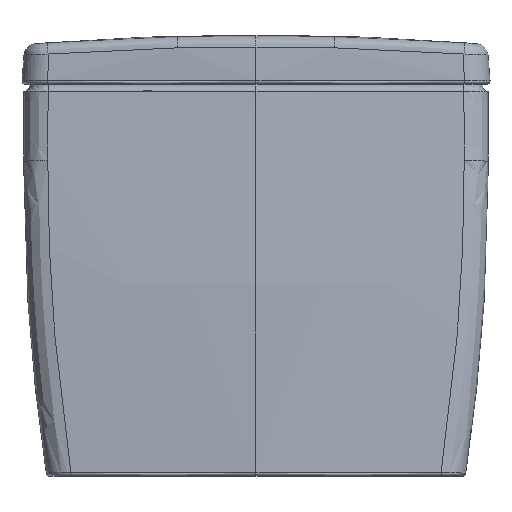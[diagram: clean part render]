
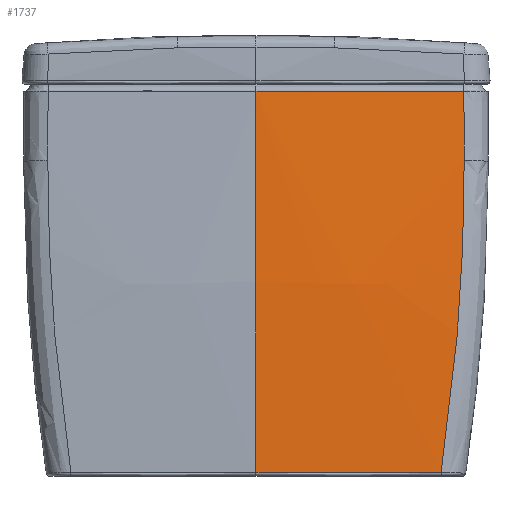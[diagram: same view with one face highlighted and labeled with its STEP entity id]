
A CAD part, front view. The second image highlights one B-rep face of the part: STEP entity #1737.
In plain terms, the highlighted free-form (B-spline) face has degree [3, 3] with [8, 5] control points.
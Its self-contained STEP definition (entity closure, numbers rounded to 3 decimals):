
#323=FACE_OUTER_BOUND('',#2376,.T.);
#698=B_SPLINE_SURFACE_WITH_KNOTS('',3,3,((#8916,#8917,#8918,#8919,#8920),
(#8921,#8922,#8923,#8924,#8925),(#8926,#8927,#8928,#8929,#8930),(#8931,
#8932,#8933,#8934,#8935),(#8936,#8937,#8938,#8939,#8940),(#8941,#8942,#8943,
#8944,#8945),(#8946,#8947,#8948,#8949,#8950),(#8951,#8952,#8953,#8954,#8955)),
 .UNSPECIFIED.,.F.,.F.,.F.,(4,1,1,1,1,4),(4,1,4),(0.,0.25,0.375,0.5,0.75,
1.),(0.,0.5,1.),.UNSPECIFIED.);
#962=B_SPLINE_CURVE_WITH_KNOTS('',3,(#8888,#8889,#8890,#8891,#8892),
 .UNSPECIFIED.,.F.,.F.,(4,1,4),(0.,0.505,1.),.UNSPECIFIED.);
#963=B_SPLINE_CURVE_WITH_KNOTS('',3,(#8895,#8896,#8897,#8898),
 .UNSPECIFIED.,.F.,.F.,(4,4),(0.,1.),.UNSPECIFIED.);
#964=B_SPLINE_CURVE_WITH_KNOTS('',3,(#8900,#8901,#8902,#8903),
 .UNSPECIFIED.,.F.,.F.,(4,4),(0.,1.),.UNSPECIFIED.);
#965=B_SPLINE_CURVE_WITH_KNOTS('',3,(#8905,#8906,#8907,#8908),
 .UNSPECIFIED.,.F.,.F.,(4,4),(0.,1.),.UNSPECIFIED.);
#966=B_SPLINE_CURVE_WITH_KNOTS('',3,(#8910,#8911,#8912,#8913,#8914,#8915),
 .UNSPECIFIED.,.F.,.F.,(4,1,1,4),(0.,0.25,0.5,1.),.UNSPECIFIED.);
#1737=ADVANCED_FACE('',(#323),#698,.T.);
#2376=EDGE_LOOP('',(#2978,#2979,#2980,#2981,#2982));
#2978=ORIENTED_EDGE('',*,*,#5414,.T.);
#2979=ORIENTED_EDGE('',*,*,#5415,.T.);
#2980=ORIENTED_EDGE('',*,*,#5416,.T.);
#2981=ORIENTED_EDGE('',*,*,#5417,.T.);
#2982=ORIENTED_EDGE('',*,*,#5418,.F.);
#4842=VERTEX_POINT('',#8893);
#4843=VERTEX_POINT('',#8894);
#4844=VERTEX_POINT('',#8899);
#4845=VERTEX_POINT('',#8904);
#4846=VERTEX_POINT('',#8909);
#5414=EDGE_CURVE('',#4842,#4843,#962,.T.);
#5415=EDGE_CURVE('',#4843,#4844,#963,.T.);
#5416=EDGE_CURVE('',#4844,#4845,#964,.T.);
#5417=EDGE_CURVE('',#4845,#4846,#965,.T.);
#5418=EDGE_CURVE('',#4842,#4846,#966,.T.);
#8888=CARTESIAN_POINT('',(0.,-58.916,323.336));
#8889=CARTESIAN_POINT('',(0.,-63.57,269.574));
#8890=CARTESIAN_POINT('',(0.,-70.721,162.875));
#8891=CARTESIAN_POINT('',(0.,-73.761,55.98));
#8892=CARTESIAN_POINT('',(0.,-74.257,3.028));
#8893=CARTESIAN_POINT('',(0.,-58.916,323.336));
#8894=CARTESIAN_POINT('',(0.,-74.257,3.028));
#8895=CARTESIAN_POINT('',(0.,-74.257,3.028));
#8896=CARTESIAN_POINT('',(51.879,-74.257,3.028));
#8897=CARTESIAN_POINT('',(103.744,-72.451,3.028));
#8898=CARTESIAN_POINT('',(155.507,-68.991,3.028));
#8899=CARTESIAN_POINT('',(155.507,-68.991,3.028));
#8900=CARTESIAN_POINT('',(155.507,-68.991,3.028));
#8901=CARTESIAN_POINT('',(168.719,-67.287,89.976));
#8902=CARTESIAN_POINT('',(175.237,-63.202,177.784));
#8903=CARTESIAN_POINT('',(174.924,-56.844,265.516));
#8904=CARTESIAN_POINT('',(174.923,-56.844,265.516));
#8905=CARTESIAN_POINT('',(174.923,-56.844,265.517));
#8906=CARTESIAN_POINT('',(174.847,-55.447,284.8));
#8907=CARTESIAN_POINT('',(174.771,-53.917,304.074));
#8908=CARTESIAN_POINT('',(174.694,-52.254,323.336));
#8909=CARTESIAN_POINT('',(174.693,-52.253,323.336));
#8910=CARTESIAN_POINT('',(0.,-58.916,323.336));
#8911=CARTESIAN_POINT('',(14.572,-58.916,323.336));
#8912=CARTESIAN_POINT('',(43.715,-58.661,323.336));
#8913=CARTESIAN_POINT('',(101.982,-56.989,323.336));
#8914=CARTESIAN_POINT('',(145.628,-54.404,323.336));
#8915=CARTESIAN_POINT('',(174.692,-52.253,323.336));
#8916=CARTESIAN_POINT('',(0.,-74.285,0.));
#8917=CARTESIAN_POINT('',(0.,-73.818,53.962));
#8918=CARTESIAN_POINT('',(0.,-70.788,161.867));
#8919=CARTESIAN_POINT('',(0.,-63.57,269.574));
#8920=CARTESIAN_POINT('',(0.,-58.916,323.336));
#8921=CARTESIAN_POINT('',(18.258,-74.285,0.));
#8922=CARTESIAN_POINT('',(18.27,-73.818,53.962));
#8923=CARTESIAN_POINT('',(18.296,-70.788,161.867));
#8924=CARTESIAN_POINT('',(18.321,-63.57,269.574));
#8925=CARTESIAN_POINT('',(18.333,-58.916,323.336));
#8926=CARTESIAN_POINT('',(45.645,-73.961,0.));
#8927=CARTESIAN_POINT('',(45.677,-73.498,53.962));
#8928=CARTESIAN_POINT('',(45.74,-70.475,161.868));
#8929=CARTESIAN_POINT('',(45.802,-63.263,269.574));
#8930=CARTESIAN_POINT('',(45.834,-58.612,323.336));
#8931=CARTESIAN_POINT('',(82.145,-72.874,0.));
#8932=CARTESIAN_POINT('',(82.202,-72.407,53.962));
#8933=CARTESIAN_POINT('',(82.315,-69.377,161.868));
#8934=CARTESIAN_POINT('',(82.428,-62.155,269.574));
#8935=CARTESIAN_POINT('',(82.484,-57.501,323.336));
#8936=CARTESIAN_POINT('',(118.629,-71.346,0.));
#8937=CARTESIAN_POINT('',(118.711,-70.873,53.962));
#8938=CARTESIAN_POINT('',(118.874,-67.829,161.868));
#8939=CARTESIAN_POINT('',(119.037,-60.59,269.574));
#8940=CARTESIAN_POINT('',(119.118,-55.929,323.336));
#8941=CARTESIAN_POINT('',(164.193,-68.604,0.));
#8942=CARTESIAN_POINT('',(164.305,-68.125,53.962));
#8943=CARTESIAN_POINT('',(164.531,-65.068,161.869));
#8944=CARTESIAN_POINT('',(164.756,-57.808,269.574));
#8945=CARTESIAN_POINT('',(164.868,-53.141,323.336));
#8946=CARTESIAN_POINT('',(200.595,-65.695,0.));
#8947=CARTESIAN_POINT('',(200.733,-65.213,53.963));
#8948=CARTESIAN_POINT('',(201.009,-62.15,161.869));
#8949=CARTESIAN_POINT('',(201.283,-54.875,269.574));
#8950=CARTESIAN_POINT('',(201.42,-50.206,323.336));
#8951=CARTESIAN_POINT('',(218.784,-64.104,0.));
#8952=CARTESIAN_POINT('',(218.934,-63.622,53.963));
#8953=CARTESIAN_POINT('',(219.235,-60.556,161.87));
#8954=CARTESIAN_POINT('',(219.534,-53.274,269.574));
#8955=CARTESIAN_POINT('',(219.683,-48.604,323.336));
